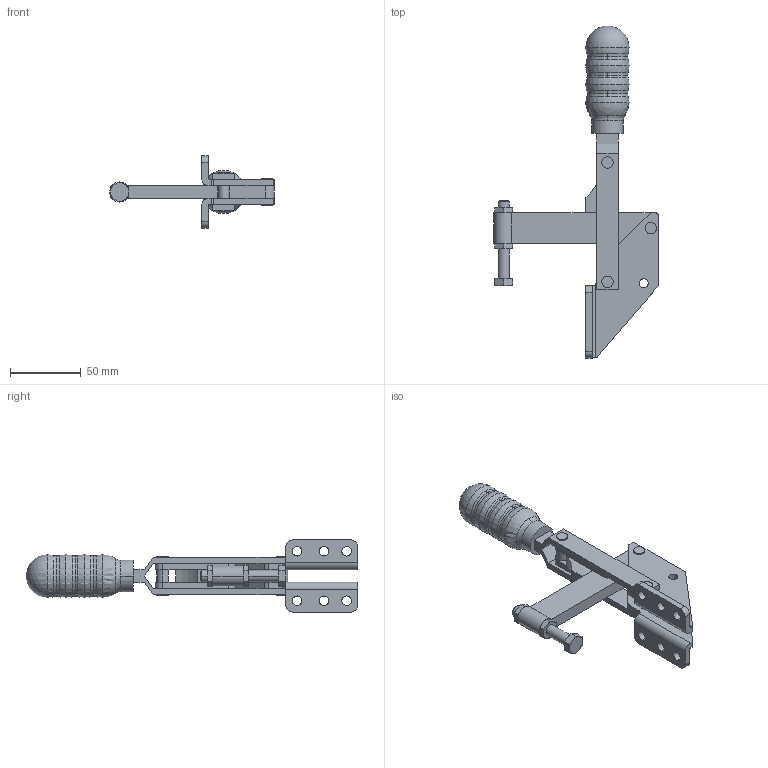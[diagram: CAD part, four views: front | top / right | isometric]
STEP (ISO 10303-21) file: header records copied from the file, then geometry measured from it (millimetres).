
FILE_DESCRIPTION( ( '' ), '1' );
FILE_NAME( 'K0063.0300 (GESCHLOSSEN).stp', '2012-10-29T15:52:24', ( '' ), ( '' ), ' ', ' ', ' ' );
FILE_SCHEMA( ( 'CONFIG_CONTROL_DESIGN' ) );
Length unit declared in the file: millimetre
Products named in the file (1): 1
Bounding box: 116.1 x 234.49 x 51 mm (x, y, z)
Volume: 128355.5 mm3; surface area: 44420.4 mm2
Topology: 1 solids, 1 shells, 230 faces, 614 edges, 389 vertices
Faces by surface type: plane 91, cylinder 79, cone 38, torus 14, sphere 8
Entity records: 7163 total; most frequent: CARTESIAN_POINT 1390, DIRECTION 1241, ORIENTED_EDGE 1196, EDGE_CURVE 598, AXIS2_PLACEMENT_3D 488, VERTEX_POINT 389, EDGE_LOOP 281, LINE 265
